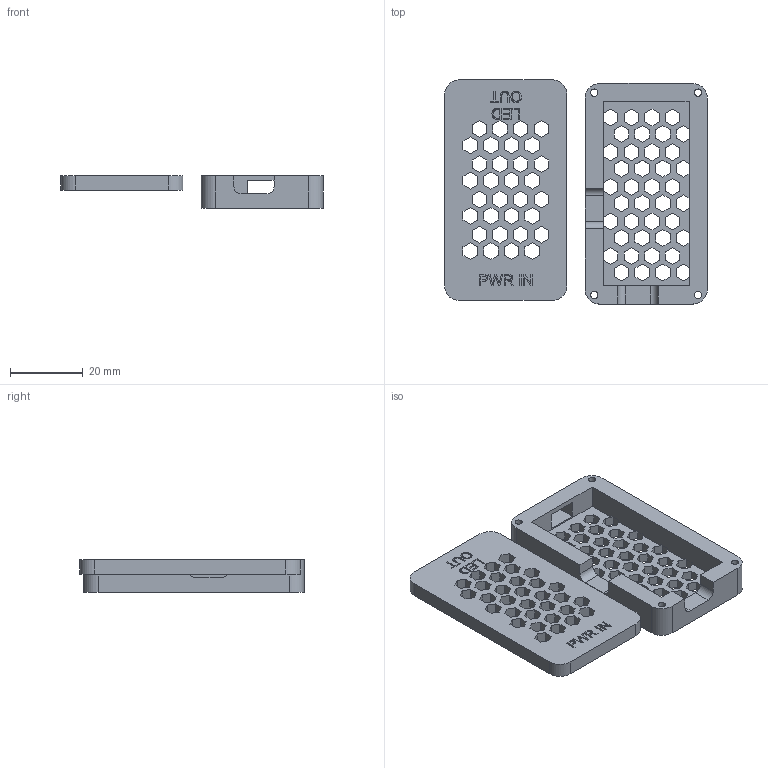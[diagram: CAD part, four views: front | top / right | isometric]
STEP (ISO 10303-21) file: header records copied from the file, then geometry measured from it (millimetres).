
FILE_DESCRIPTION(/* description */ (''),/* implementation_level */ '2;1');
FILE_NAME(/* name */ 'WLED Box.step',/* time_stamp */ '2025-06-20T10:20:44-04:00',/* author */ (''),/* organization */ (''),/* preprocessor_version */ 'ST-DEVELOPER v20.1',/* originating_system */ 'Autodesk Translation Framework v14.10.0.0',/* authorisation */ '');
FILE_SCHEMA (('AUTOMOTIVE_DESIGN { 1 0 10303 214 3 1 1 }'));
Length unit declared in the file: millimetre
Products named in the file (1): WLED Box
Bounding box: 72 x 61.5 x 9 mm (x, y, z)
Volume: 14386 mm3; surface area: 12913.4 mm2
Topology: 2 solids, 2 shells, 663 faces, 1950 edges, 1300 vertices
Faces by surface type: plane 563, bspline 80, cylinder 20
Full cylindrical faces by diameter (mm): 2 x8
Entity records: 22764 total; most frequent: CARTESIAN_POINT 5274, ORIENTED_EDGE 3900, DIRECTION 2998, EDGE_CURVE 1950, LINE 1750, VECTOR 1750, VERTEX_POINT 1300, EDGE_LOOP 826
